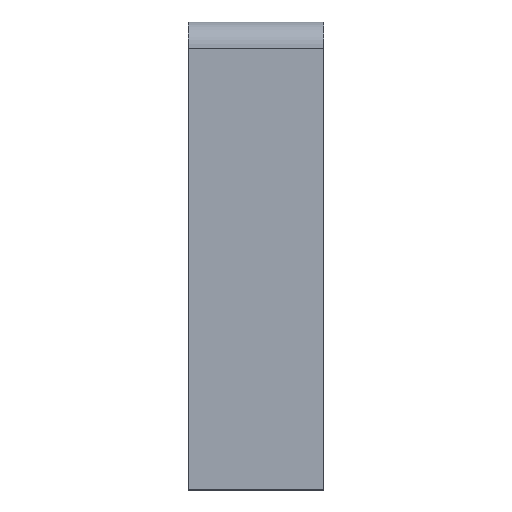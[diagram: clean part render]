
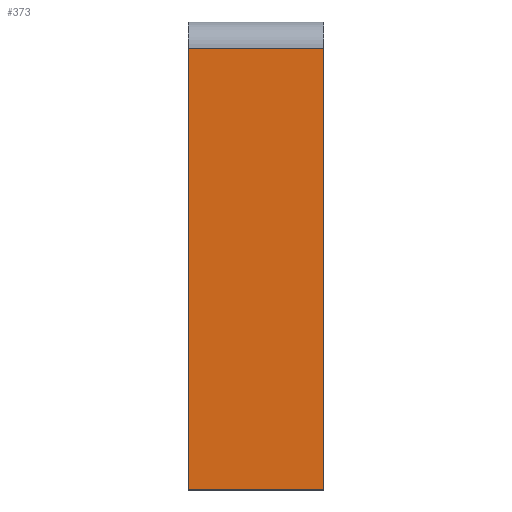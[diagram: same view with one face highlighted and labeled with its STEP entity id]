
A CAD part, left-side view. The second image highlights one B-rep face of the part: STEP entity #373.
In plain terms, the highlighted planar face has unit normal (-1, 0, -0.009).
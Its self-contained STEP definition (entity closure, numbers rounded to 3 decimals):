
#41 = VECTOR ( 'NONE', #219, 1000. ) ;
#60 = LINE ( 'NONE', #128, #422 ) ;
#65 = EDGE_CURVE ( 'NONE', #340, #222, #192, .T. ) ;
#66 = EDGE_CURVE ( 'NONE', #375, #340, #341, .T. ) ;
#78 = LINE ( 'NONE', #611, #310 ) ;
#106 = EDGE_CURVE ( 'NONE', #222, #626, #60, .T. ) ;
#117 = CARTESIAN_POINT ( 'NONE',  ( 181.84, 40., -75.869 ) ) ;
#124 = ORIENTED_EDGE ( 'NONE', *, *, #453, .F. ) ;
#128 = CARTESIAN_POINT ( 'NONE',  ( 181.84, 40., -75.869 ) ) ;
#190 = DIRECTION ( 'NONE',  ( 0., 1., 0. ) ) ;
#192 = LINE ( 'NONE', #231, #41 ) ;
#203 = DIRECTION ( 'NONE',  ( 0., -1., 0. ) ) ;
#216 = ORIENTED_EDGE ( 'NONE', *, *, #106, .T. ) ;
#219 = DIRECTION ( 'NONE',  ( -0.009, 0., 1. ) ) ;
#222 = VERTEX_POINT ( 'NONE', #117 ) ;
#231 = CARTESIAN_POINT ( 'NONE',  ( 181.838, 40., -75.713 ) ) ;
#237 = CARTESIAN_POINT ( 'NONE',  ( 182.35, 38.2, -134.359 ) ) ;
#305 = ORIENTED_EDGE ( 'NONE', *, *, #66, .T. ) ;
#310 = VECTOR ( 'NONE', #599, 1000. ) ;
#316 = CARTESIAN_POINT ( 'NONE',  ( 182.35, 40., -134.359 ) ) ;
#340 = VERTEX_POINT ( 'NONE', #316 ) ;
#341 = LINE ( 'NONE', #237, #542 ) ;
#373 = ADVANCED_FACE ( 'NONE', ( #443 ), #425, .T. ) ;
#375 = VERTEX_POINT ( 'NONE', #682 ) ;
#391 = AXIS2_PLACEMENT_3D ( 'NONE', #665, #663, #658 ) ;
#422 = VECTOR ( 'NONE', #190, 1000. ) ;
#425 = PLANE ( 'NONE',  #391 ) ;
#427 = ORIENTED_EDGE ( 'NONE', *, *, #65, .T. ) ;
#443 = FACE_OUTER_BOUND ( 'NONE', #493, .T. ) ;
#453 = EDGE_CURVE ( 'NONE', #375, #626, #78, .T. ) ;
#493 = EDGE_LOOP ( 'NONE', ( #216, #124, #305, #427 ) ) ;
#534 = CARTESIAN_POINT ( 'NONE',  ( 181.84, 58., -75.869 ) ) ;
#542 = VECTOR ( 'NONE', #203, 1000. ) ;
#599 = DIRECTION ( 'NONE',  ( -0.009, 0., 1. ) ) ;
#611 = CARTESIAN_POINT ( 'NONE',  ( 181.809, 58., -72.35 ) ) ;
#626 = VERTEX_POINT ( 'NONE', #534 ) ;
#658 = DIRECTION ( 'NONE',  ( -0.009, 0., 1. ) ) ;
#663 = DIRECTION ( 'NONE',  ( -1., 0., -0.009 ) ) ;
#665 = CARTESIAN_POINT ( 'NONE',  ( 181.809, 40., -72.35 ) ) ;
#682 = CARTESIAN_POINT ( 'NONE',  ( 182.35, 58., -134.359 ) ) ;
